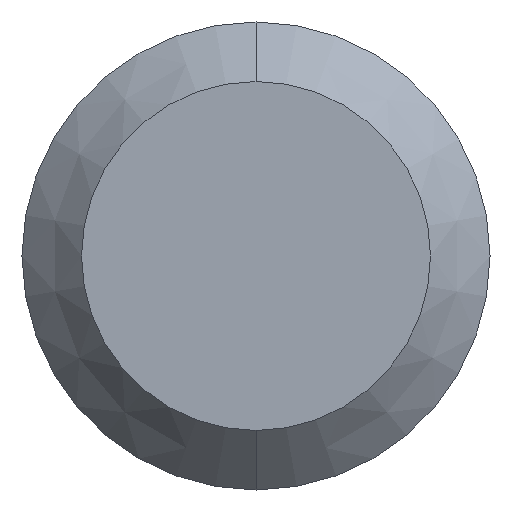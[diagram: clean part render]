
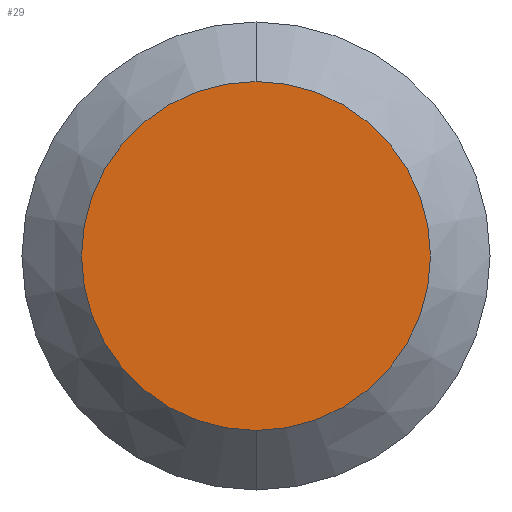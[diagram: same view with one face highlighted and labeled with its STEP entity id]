
A CAD part, front view. The second image highlights one B-rep face of the part: STEP entity #29.
In plain terms, the highlighted planar face has unit normal (0, -1, 0).
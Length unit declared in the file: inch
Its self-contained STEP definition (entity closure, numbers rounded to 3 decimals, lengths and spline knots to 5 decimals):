
#20 = CARTESIAN_POINT ( 'NONE',  ( 0., 0., 0.05859 ) ) ;
#29 = ADVANCED_FACE ( 'NONE', ( #224 ), #180, .F. ) ;
#33 = DIRECTION ( 'NONE',  ( 0., 0., 1. ) ) ;
#64 = VERTEX_POINT ( 'NONE', #172 ) ;
#78 = EDGE_CURVE ( 'NONE', #235, #64, #228, .T. ) ;
#92 = DIRECTION ( 'NONE',  ( 0., -1., 0. ) ) ;
#94 = CARTESIAN_POINT ( 'NONE',  ( 0., 0., 0. ) ) ;
#98 = CARTESIAN_POINT ( 'NONE',  ( 0., 0., 0. ) ) ;
#122 = DIRECTION ( 'NONE',  ( 0., -1., 0. ) ) ;
#124 = DIRECTION ( 'NONE',  ( 0., 0., 1. ) ) ;
#125 = CIRCLE ( 'NONE', #131, 0.05859 ) ;
#131 = AXIS2_PLACEMENT_3D ( 'NONE', #94, #92, #33 ) ;
#150 = DIRECTION ( 'NONE',  ( 0., 0., 1. ) ) ;
#166 = AXIS2_PLACEMENT_3D ( 'NONE', #98, #122, #124 ) ;
#172 = CARTESIAN_POINT ( 'NONE',  ( 0., 0., -0.05859 ) ) ;
#173 = DIRECTION ( 'NONE',  ( 0., 1., 0. ) ) ;
#177 = AXIS2_PLACEMENT_3D ( 'NONE', #220, #173, #150 ) ;
#180 = PLANE ( 'NONE',  #177 ) ;
#204 = EDGE_CURVE ( 'NONE', #64, #235, #125, .T. ) ;
#220 = CARTESIAN_POINT ( 'NONE',  ( 0., 0., 0. ) ) ;
#223 = ORIENTED_EDGE ( 'NONE', *, *, #78, .T. ) ;
#224 = FACE_OUTER_BOUND ( 'NONE', #264, .T. ) ;
#228 = CIRCLE ( 'NONE', #166, 0.05859 ) ;
#235 = VERTEX_POINT ( 'NONE', #20 ) ;
#255 = ORIENTED_EDGE ( 'NONE', *, *, #204, .T. ) ;
#264 = EDGE_LOOP ( 'NONE', ( #223, #255 ) ) ;
